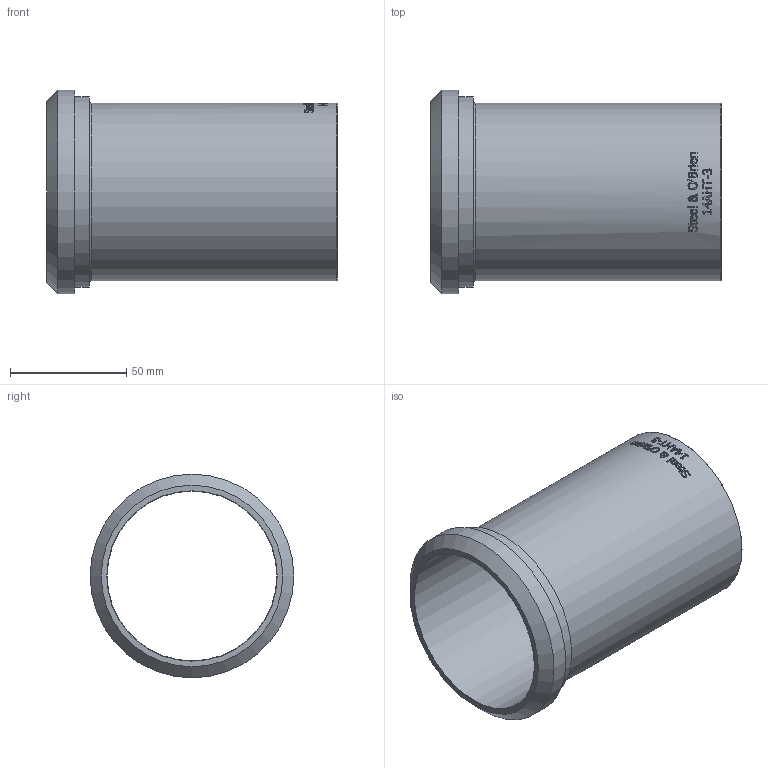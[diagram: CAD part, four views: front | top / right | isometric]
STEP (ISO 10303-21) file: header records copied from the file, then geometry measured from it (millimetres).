
FILE_DESCRIPTION(/* description */ (''),/* implementation_level */ '2;1');
FILE_NAME(/* name */ '14AHT-3.stp',/* time_stamp */ '2021-08-30T16:27:24-04:00',/* author */ ('rick'),/* organization */ (''),/* preprocessor_version */ 'ST-DEVELOPER v18',/* originating_system */ 'Autodesk Inventor 2020',/* authorisation */ '');
FILE_SCHEMA (('AUTOMOTIVE_DESIGN { 1 0 10303 214 3 1 1 }'));
Length unit declared in the file: inch
Products named in the file (1): 14AHT-3
Bounding box: 124.61 x 87.48 x 87.48 mm (x, y, z)
Volume: 66991.9 mm3; surface area: 61702.4 mm2
Topology: 1 solids, 1 shells, 330 faces, 897 edges, 602 vertices
Faces by surface type: plane 151, bspline 139, cylinder 35, torus 4, cone 1
Full cylindrical faces by diameter (mm): 72.898 x1, 76.2 x1, 81.94 x1, 87.478 x1
Entity records: 13418 total; most frequent: CARTESIAN_POINT 5743, ORIENTED_EDGE 1794, DIRECTION 1207, EDGE_CURVE 897, VERTEX_POINT 602, LINE 415, VECTOR 415, AXIS2_PLACEMENT_3D 396
